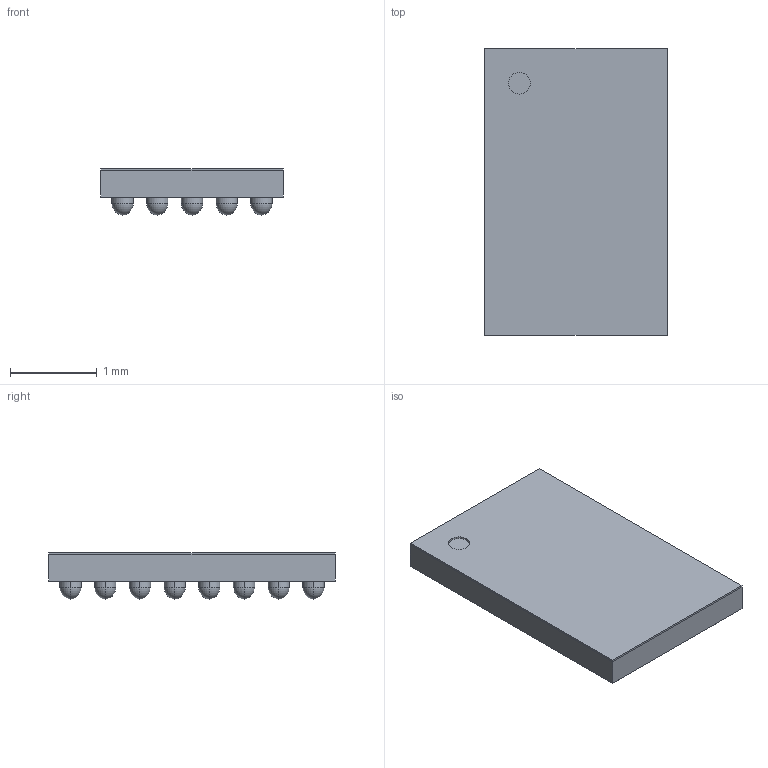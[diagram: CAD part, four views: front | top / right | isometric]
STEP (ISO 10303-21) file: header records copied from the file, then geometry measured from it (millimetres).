
FILE_DESCRIPTION (( 'STEP AP214' ), '1' );
FILE_NAME ('STWLC38JRM.STEP', '2023-07-28T05:45:45', ( '' ), ( '' ), 'SwSTEP 2.0', 'SolidWorks 2022', '' );
FILE_SCHEMA (( 'AUTOMOTIVE_DESIGN' ));
Length unit declared in the file: millimetre
Products named in the file (1): STWLC38JRM
Bounding box: 2.11 x 3.31 x 0.54 mm (x, y, z)
Volume: 2.6 mm3; surface area: 36.1 mm2
Topology: 2 solids, 2 shells, 184 faces, 454 edges, 236 vertices
Faces by surface type: cylinder 82, torus 80, plane 22
Entity records: 6973 total; most frequent: DIRECTION 988, CARTESIAN_POINT 795, ORIENTED_EDGE 748, AXIS2_PLACEMENT_3D 429, EDGE_CURVE 374, CIRCLE 244, VERTEX_POINT 236, EDGE_LOOP 228
